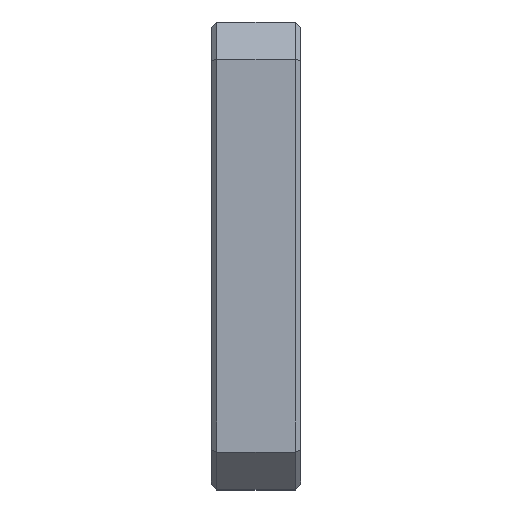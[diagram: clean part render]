
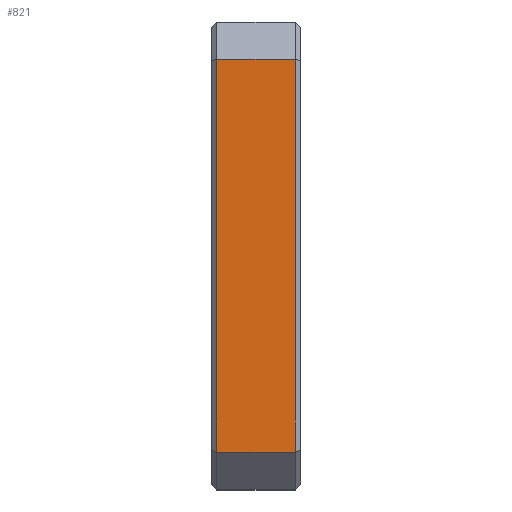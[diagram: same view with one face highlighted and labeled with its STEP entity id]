
A CAD part, top view. The second image highlights one B-rep face of the part: STEP entity #821.
In plain terms, the highlighted planar face has unit normal (0, 0, 1).
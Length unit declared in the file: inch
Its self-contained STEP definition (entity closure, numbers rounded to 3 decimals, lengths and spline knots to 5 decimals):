
#15 = CARTESIAN_POINT ( 'NONE',  ( 0.01, 0.37, 0.44 ) ) ;
#16 = EDGE_CURVE ( 'NONE', #1143, #800, #323, .T. ) ;
#26 = DIRECTION ( 'NONE',  ( 1., 0., 0. ) ) ;
#33 = ORIENTED_EDGE ( 'NONE', *, *, #582, .T. ) ;
#62 = CARTESIAN_POINT ( 'NONE',  ( 0.158, 0.37, 0.44 ) ) ;
#121 = VECTOR ( 'NONE', #789, 39.37008 ) ;
#143 = DIRECTION ( 'NONE',  ( 0., 0., -1. ) ) ;
#226 = ORIENTED_EDGE ( 'NONE', *, *, #280, .T. ) ;
#227 = ORIENTED_EDGE ( 'NONE', *, *, #16, .T. ) ;
#237 = VERTEX_POINT ( 'NONE', #238 ) ;
#238 = CARTESIAN_POINT ( 'NONE',  ( 0.158, -0.37, 0.44 ) ) ;
#260 = DIRECTION ( 'NONE',  ( -1., 0., 0. ) ) ;
#278 = FACE_OUTER_BOUND ( 'NONE', #740, .T. ) ;
#280 = EDGE_CURVE ( 'NONE', #237, #939, #1118, .T. ) ;
#311 = VECTOR ( 'NONE', #26, 39.37008 ) ;
#323 = LINE ( 'NONE', #782, #121 ) ;
#384 = EDGE_CURVE ( 'NONE', #939, #1143, #906, .T. ) ;
#500 = VECTOR ( 'NONE', #260, 39.37008 ) ;
#517 = ORIENTED_EDGE ( 'NONE', *, *, #384, .T. ) ;
#533 = DIRECTION ( 'NONE',  ( 0., 1., 0. ) ) ;
#560 = LINE ( 'NONE', #1052, #311 ) ;
#582 = EDGE_CURVE ( 'NONE', #800, #237, #560, .T. ) ;
#636 = CARTESIAN_POINT ( 'NONE',  ( 0.168, 0.37, 0.44 ) ) ;
#695 = AXIS2_PLACEMENT_3D ( 'NONE', #971, #143, #981 ) ;
#740 = EDGE_LOOP ( 'NONE', ( #33, #226, #517, #227 ) ) ;
#782 = CARTESIAN_POINT ( 'NONE',  ( 0.01, -0.44, 0.44 ) ) ;
#789 = DIRECTION ( 'NONE',  ( 0., -1., 0. ) ) ;
#800 = VERTEX_POINT ( 'NONE', #1069 ) ;
#821 = ADVANCED_FACE ( 'NONE', ( #278 ), #881, .F. ) ;
#877 = VECTOR ( 'NONE', #533, 39.37008 ) ;
#881 = PLANE ( 'NONE',  #695 ) ;
#898 = CARTESIAN_POINT ( 'NONE',  ( 0.158, 0.37, 0.44 ) ) ;
#906 = LINE ( 'NONE', #636, #500 ) ;
#939 = VERTEX_POINT ( 'NONE', #62 ) ;
#971 = CARTESIAN_POINT ( 'NONE',  ( 0.168, -0.44, 0.44 ) ) ;
#981 = DIRECTION ( 'NONE',  ( 0., 1., 0. ) ) ;
#1052 = CARTESIAN_POINT ( 'NONE',  ( 0.168, -0.37, 0.44 ) ) ;
#1069 = CARTESIAN_POINT ( 'NONE',  ( 0.01, -0.37, 0.44 ) ) ;
#1118 = LINE ( 'NONE', #898, #877 ) ;
#1143 = VERTEX_POINT ( 'NONE', #15 ) ;
